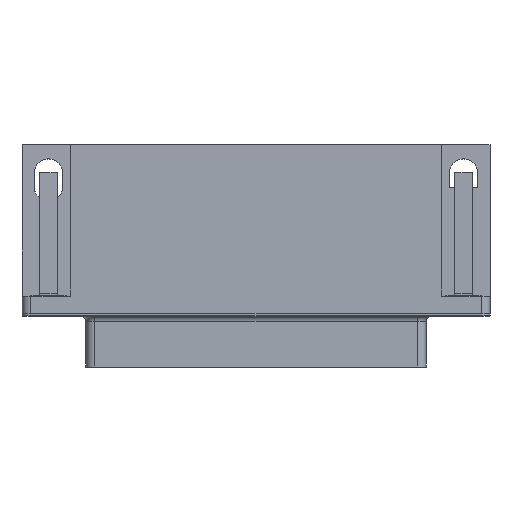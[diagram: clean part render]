
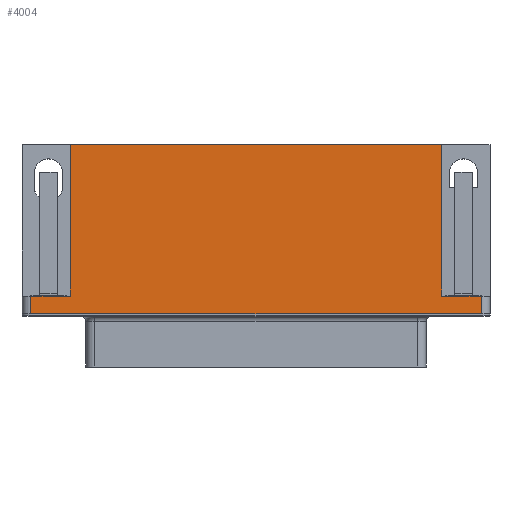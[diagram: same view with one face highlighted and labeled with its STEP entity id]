
A CAD part, top view. The second image highlights one B-rep face of the part: STEP entity #4004.
In plain terms, the highlighted planar face has unit normal (0, 0, 1).
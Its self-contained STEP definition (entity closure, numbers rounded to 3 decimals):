
#3347 = VERTEX_POINT('',#3348);
#3348 = CARTESIAN_POINT('',(42.17,-17.4,12.5));
#3395 = VERTEX_POINT('',#3396);
#3396 = CARTESIAN_POINT('',(-8.93,-17.4,12.5));
#3402 = EDGE_CURVE('',#3347,#3395,#3403,.T.);
#3403 = LINE('',#3404,#3405);
#3404 = CARTESIAN_POINT('',(43.17,-17.4,12.5));
#3405 = VECTOR('',#3406,1.);
#3406 = DIRECTION('',(-1.,0.,0.));
#3604 = EDGE_CURVE('',#3347,#3605,#3607,.T.);
#3605 = VERTEX_POINT('',#3606);
#3606 = CARTESIAN_POINT('',(42.17,-15.4,12.5));
#3607 = LINE('',#3608,#3609);
#3608 = CARTESIAN_POINT('',(42.17,-17.4,12.5));
#3609 = VECTOR('',#3610,1.);
#3610 = DIRECTION('',(0.,1.,0.));
#4004 = ADVANCED_FACE('',(#4005),#4055,.T.);
#4005 = FACE_BOUND('',#4006,.T.);
#4006 = EDGE_LOOP('',(#4007,#4008,#4009,#4017,#4025,#4033,#4041,#4049));
#4007 = ORIENTED_EDGE('',*,*,#3402,.F.);
#4008 = ORIENTED_EDGE('',*,*,#3604,.T.);
#4009 = ORIENTED_EDGE('',*,*,#4010,.F.);
#4010 = EDGE_CURVE('',#4011,#3605,#4013,.T.);
#4011 = VERTEX_POINT('',#4012);
#4012 = CARTESIAN_POINT('',(37.67,-15.4,12.5));
#4013 = LINE('',#4014,#4015);
#4014 = CARTESIAN_POINT('',(42.17,-15.4,12.5));
#4015 = VECTOR('',#4016,1.);
#4016 = DIRECTION('',(1.,0.,0.));
#4017 = ORIENTED_EDGE('',*,*,#4018,.F.);
#4018 = EDGE_CURVE('',#4019,#4011,#4021,.T.);
#4019 = VERTEX_POINT('',#4020);
#4020 = CARTESIAN_POINT('',(37.67,1.8,12.5));
#4021 = LINE('',#4022,#4023);
#4022 = CARTESIAN_POINT('',(37.67,-16.4,12.5));
#4023 = VECTOR('',#4024,1.);
#4024 = DIRECTION('',(0.,-1.,0.));
#4025 = ORIENTED_EDGE('',*,*,#4026,.T.);
#4026 = EDGE_CURVE('',#4019,#4027,#4029,.T.);
#4027 = VERTEX_POINT('',#4028);
#4028 = CARTESIAN_POINT('',(-4.43,1.8,12.5));
#4029 = LINE('',#4030,#4031);
#4030 = CARTESIAN_POINT('',(43.17,1.8,12.5));
#4031 = VECTOR('',#4032,1.);
#4032 = DIRECTION('',(-1.,0.,0.));
#4033 = ORIENTED_EDGE('',*,*,#4034,.F.);
#4034 = EDGE_CURVE('',#4035,#4027,#4037,.T.);
#4035 = VERTEX_POINT('',#4036);
#4036 = CARTESIAN_POINT('',(-4.43,-15.4,12.5));
#4037 = LINE('',#4038,#4039);
#4038 = CARTESIAN_POINT('',(-4.43,-16.4,12.5));
#4039 = VECTOR('',#4040,1.);
#4040 = DIRECTION('',(0.,1.,0.));
#4041 = ORIENTED_EDGE('',*,*,#4042,.F.);
#4042 = EDGE_CURVE('',#4043,#4035,#4045,.T.);
#4043 = VERTEX_POINT('',#4044);
#4044 = CARTESIAN_POINT('',(-8.93,-15.4,12.5));
#4045 = LINE('',#4046,#4047);
#4046 = CARTESIAN_POINT('',(17.62,-15.4,12.5));
#4047 = VECTOR('',#4048,1.);
#4048 = DIRECTION('',(1.,0.,0.));
#4049 = ORIENTED_EDGE('',*,*,#4050,.F.);
#4050 = EDGE_CURVE('',#3395,#4043,#4051,.T.);
#4051 = LINE('',#4052,#4053);
#4052 = CARTESIAN_POINT('',(-8.93,-17.4,12.5));
#4053 = VECTOR('',#4054,1.);
#4054 = DIRECTION('',(0.,1.,0.));
#4055 = PLANE('',#4056);
#4056 = AXIS2_PLACEMENT_3D('',#4057,#4058,#4059);
#4057 = CARTESIAN_POINT('',(43.17,-17.4,12.5));
#4058 = DIRECTION('',(0.,0.,1.));
#4059 = DIRECTION('',(-1.,0.,0.));
